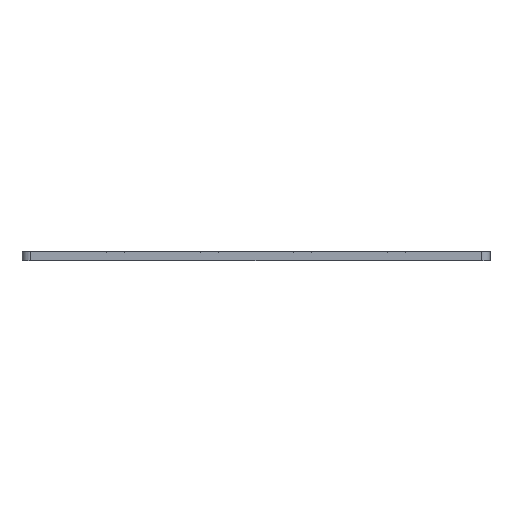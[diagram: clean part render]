
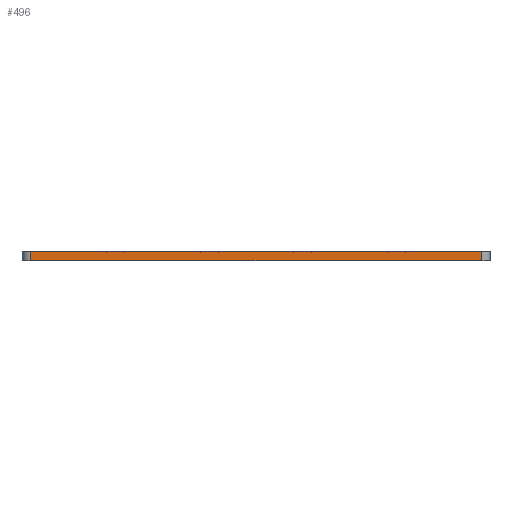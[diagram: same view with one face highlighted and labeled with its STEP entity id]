
A CAD part, front view. The second image highlights one B-rep face of the part: STEP entity #496.
In plain terms, the highlighted planar face has unit normal (0, -1, 0).
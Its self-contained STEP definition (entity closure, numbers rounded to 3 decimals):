
#496=ADVANCED_FACE('',(#1136),#9370,.T.);
#1136=FACE_OUTER_BOUND('',#1741,.T.);
#1741=EDGE_LOOP('',(#4076,#4077,#4078,#4079));
#4076=ORIENTED_EDGE('',*,*,#5939,.F.);
#4077=ORIENTED_EDGE('',*,*,#5940,.F.);
#4078=ORIENTED_EDGE('',*,*,#5941,.F.);
#4079=ORIENTED_EDGE('',*,*,#4714,.F.);
#4714=EDGE_CURVE('',#7992,#7993,#6994,.T.);
#5939=EDGE_CURVE('',#8758,#7992,#7859,.T.);
#5940=EDGE_CURVE('',#8759,#8758,#7860,.T.);
#5941=EDGE_CURVE('',#7993,#8759,#7861,.T.);
#6994=B_SPLINE_CURVE_WITH_KNOTS('',1,(#15462,#15463),.UNSPECIFIED.,.F.,
 .F.,(2,2),(0.,202.),.UNSPECIFIED.);
#7859=B_SPLINE_CURVE_WITH_KNOTS('',1,(#18272,#18273),.UNSPECIFIED.,.F.,
 .F.,(2,2),(-4.15,0.),.UNSPECIFIED.);
#7860=B_SPLINE_CURVE_WITH_KNOTS('',1,(#18274,#18275),.UNSPECIFIED.,.F.,
 .F.,(2,2),(-202.,0.),.UNSPECIFIED.);
#7861=B_SPLINE_CURVE_WITH_KNOTS('',1,(#18276,#18277),.UNSPECIFIED.,.F.,
 .F.,(2,2),(-4.15,0.),.UNSPECIFIED.);
#7992=VERTEX_POINT('',#14606);
#7993=VERTEX_POINT('',#14607);
#8758=VERTEX_POINT('',#15372);
#8759=VERTEX_POINT('',#15373);
#9370=PLANE('',#9864);
#9864=AXIS2_PLACEMENT_3D('',#14174,#10725,$);
#10725=DIRECTION('',(0.,-1.,0.));
#14174=CARTESIAN_POINT('',(205.2,-21.,-0.415));
#14606=CARTESIAN_POINT('',(185.,-21.,0.));
#14607=CARTESIAN_POINT('',(-17.,-21.,0.));
#15372=CARTESIAN_POINT('',(185.,-21.,4.15));
#15373=CARTESIAN_POINT('',(-17.,-21.,4.15));
#15462=CARTESIAN_POINT('',(185.,-21.,0.));
#15463=CARTESIAN_POINT('',(-17.,-21.,0.));
#18272=CARTESIAN_POINT('',(185.,-21.,4.15));
#18273=CARTESIAN_POINT('',(185.,-21.,0.));
#18274=CARTESIAN_POINT('',(-17.,-21.,4.15));
#18275=CARTESIAN_POINT('',(185.,-21.,4.15));
#18276=CARTESIAN_POINT('',(-17.,-21.,0.));
#18277=CARTESIAN_POINT('',(-17.,-21.,4.15));
